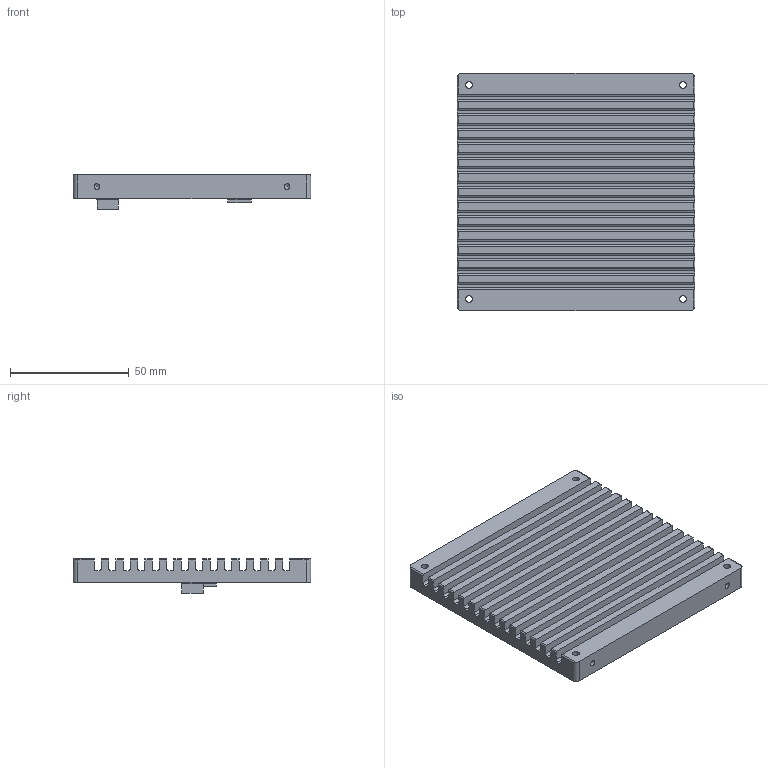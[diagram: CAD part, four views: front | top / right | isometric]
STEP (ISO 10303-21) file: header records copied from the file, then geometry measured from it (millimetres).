
FILE_DESCRIPTION(/* description */ ('STEP AP214'),/* implementation_level */ '2;1');
FILE_NAME(/* name */ '605b83e99cd75515b7564e5a',/* time_stamp */ '2021-03-24T18:24:42+00:00',/* author */ (''),/* organization */ (''),/* preprocessor_version */ 'ST-DEVELOPER v18.1',/* originating_system */ ' ',/* authorisation */ ' ');
FILE_SCHEMA (('AUTOMOTIVE_DESIGN {1 0 10303 214 3 1 1}'));
Length unit declared in the file: metre
Products named in the file (1): Heatsink
Bounding box: 100 x 100 x 14.5 mm (x, y, z)
Volume: 79095.9 mm3; surface area: 37045.6 mm2
Topology: 1 solids, 1 shells, 154 faces, 442 edges, 292 vertices
Faces by surface type: cylinder 78, plane 72, cone 4
Full cylindrical faces by diameter (mm): 2.5 x4, 2.8 x4
Entity records: 5004 total; most frequent: CARTESIAN_POINT 881, DIRECTION 872, ORIENTED_EDGE 844, EDGE_CURVE 422, AXIS2_PLACEMENT_3D 299, VERTEX_POINT 288, LINE 274, VECTOR 274
